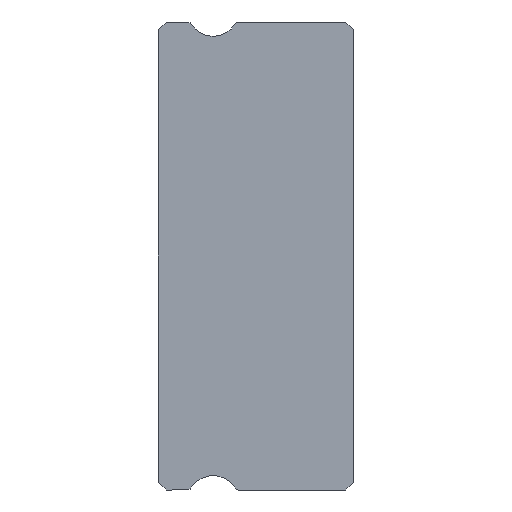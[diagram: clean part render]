
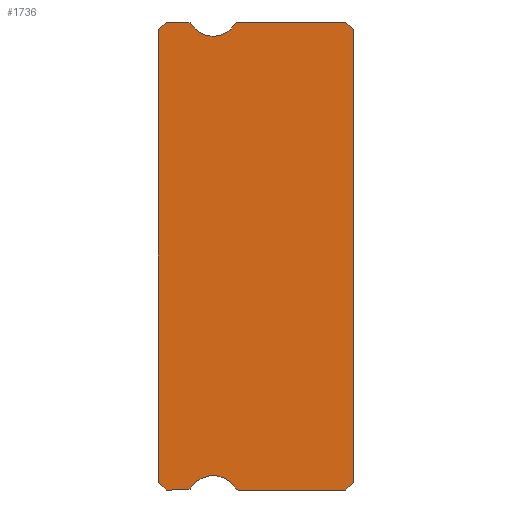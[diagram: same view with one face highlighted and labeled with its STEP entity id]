
A CAD part, left-side view. The second image highlights one B-rep face of the part: STEP entity #1736.
In plain terms, the highlighted planar face has unit normal (-1, 0, 0).
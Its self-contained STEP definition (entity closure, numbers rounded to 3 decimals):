
#9 = CARTESIAN_POINT ( 'NONE',  ( -15., 5.4, 9.45 ) ) ;
#38 = VECTOR ( 'NONE', #92, 1000. ) ;
#39 = EDGE_CURVE ( 'NONE', #1538, #1507, #4117, .T. ) ;
#67 = LINE ( 'NONE', #1925, #38 ) ;
#69 = CIRCLE ( 'NONE', #4164, 0.15 ) ;
#80 = DIRECTION ( 'NONE',  ( 1., 0., 0. ) ) ;
#92 = DIRECTION ( 'NONE',  ( 0., -0.707, -0.707 ) ) ;
#101 = CARTESIAN_POINT ( 'NONE',  ( -15., 6.381, -8.85 ) ) ;
#137 = DIRECTION ( 'NONE',  ( 1., 0., 0. ) ) ;
#149 = CARTESIAN_POINT ( 'NONE',  ( -15., 0.3, 9. ) ) ;
#210 = CARTESIAN_POINT ( 'NONE',  ( -15., 5.4, 9.45 ) ) ;
#237 = VERTEX_POINT ( 'NONE', #2252 ) ;
#304 = ORIENTED_EDGE ( 'NONE', *, *, #785, .F. ) ;
#306 = CARTESIAN_POINT ( 'NONE',  ( -15., 6.381, 9. ) ) ;
#310 = EDGE_CURVE ( 'NONE', #1474, #237, #406, .T. ) ;
#331 = VERTEX_POINT ( 'NONE', #2182 ) ;
#360 = CARTESIAN_POINT ( 'NONE',  ( -15., 0.3, -9. ) ) ;
#406 = CIRCLE ( 'NONE', #2687, 1. ) ;
#422 = DIRECTION ( 'NONE',  ( 0., 0., 1. ) ) ;
#424 = LINE ( 'NONE', #1169, #3782 ) ;
#439 = CIRCLE ( 'NONE', #1053, 0.15 ) ;
#460 = VERTEX_POINT ( 'NONE', #4449 ) ;
#461 = DIRECTION ( 'NONE',  ( 0., -0.707, -0.707 ) ) ;
#466 = ORIENTED_EDGE ( 'NONE', *, *, #3071, .F. ) ;
#488 = CARTESIAN_POINT ( 'NONE',  ( -15., 4.419, -8.85 ) ) ;
#489 = LINE ( 'NONE', #4098, #979 ) ;
#497 = DIRECTION ( 'NONE',  ( 0., 0., -1. ) ) ;
#521 = VECTOR ( 'NONE', #4156, 1000. ) ;
#556 = DIRECTION ( 'NONE',  ( 0., 0., -1. ) ) ;
#681 = CARTESIAN_POINT ( 'NONE',  ( -15., 7.5, -8.7 ) ) ;
#699 = LINE ( 'NONE', #306, #3381 ) ;
#748 = VECTOR ( 'NONE', #3184, 1000. ) ;
#785 = EDGE_CURVE ( 'NONE', #2061, #3852, #424, .T. ) ;
#787 = CARTESIAN_POINT ( 'NONE',  ( -15., 6.381, 8.85 ) ) ;
#806 = DIRECTION ( 'NONE',  ( 0., 1., 0. ) ) ;
#821 = CARTESIAN_POINT ( 'NONE',  ( -15., 0.3, 9. ) ) ;
#939 = DIRECTION ( 'NONE',  ( 0., 1., 0. ) ) ;
#968 = CARTESIAN_POINT ( 'NONE',  ( -15., 6.381, 9. ) ) ;
#979 = VECTOR ( 'NONE', #422, 1000. ) ;
#983 = CARTESIAN_POINT ( 'NONE',  ( -15., 7.2, 9. ) ) ;
#998 = DIRECTION ( 'NONE',  ( 0., 0., -1. ) ) ;
#1001 = EDGE_CURVE ( 'NONE', #3438, #4422, #4068, .T. ) ;
#1019 = DIRECTION ( 'NONE',  ( 0., 0.707, -0.707 ) ) ;
#1037 = EDGE_CURVE ( 'NONE', #1507, #1474, #3629, .T. ) ;
#1052 = VERTEX_POINT ( 'NONE', #3068 ) ;
#1053 = AXIS2_PLACEMENT_3D ( 'NONE', #488, #137, #3047 ) ;
#1067 = AXIS2_PLACEMENT_3D ( 'NONE', #787, #80, #4429 ) ;
#1115 = ORIENTED_EDGE ( 'NONE', *, *, #310, .F. ) ;
#1169 = CARTESIAN_POINT ( 'NONE',  ( -15., 6.381, -9. ) ) ;
#1195 = CARTESIAN_POINT ( 'NONE',  ( -15., 7.5, 8.7 ) ) ;
#1231 = DIRECTION ( 'NONE',  ( 1., 0., 0. ) ) ;
#1253 = VERTEX_POINT ( 'NONE', #681 ) ;
#1302 = DIRECTION ( 'NONE',  ( 0., 0., -1. ) ) ;
#1322 = DIRECTION ( 'NONE',  ( 1., 0., 0. ) ) ;
#1344 = ORIENTED_EDGE ( 'NONE', *, *, #1884, .T. ) ;
#1345 = CARTESIAN_POINT ( 'NONE',  ( -15., 4.419, -9. ) ) ;
#1456 = DIRECTION ( 'NONE',  ( -1., 0., 0. ) ) ;
#1474 = VERTEX_POINT ( 'NONE', #3024 ) ;
#1502 = ORIENTED_EDGE ( 'NONE', *, *, #4611, .F. ) ;
#1504 = CARTESIAN_POINT ( 'NONE',  ( -15., 6.381, -9. ) ) ;
#1507 = VERTEX_POINT ( 'NONE', #3866 ) ;
#1528 = DIRECTION ( 'NONE',  ( 0., 0., -1. ) ) ;
#1538 = VERTEX_POINT ( 'NONE', #968 ) ;
#1584 = CARTESIAN_POINT ( 'NONE',  ( -15., 7.2, 9. ) ) ;
#1591 = AXIS2_PLACEMENT_3D ( 'NONE', #210, #1617, #556 ) ;
#1608 = PLANE ( 'NONE',  #1067 ) ;
#1617 = DIRECTION ( 'NONE',  ( -1., 0., 0. ) ) ;
#1687 = ORIENTED_EDGE ( 'NONE', *, *, #1710, .F. ) ;
#1710 = EDGE_CURVE ( 'NONE', #3699, #2061, #4260, .T. ) ;
#1736 = ADVANCED_FACE ( 'NONE', ( #3333 ), #1608, .F. ) ;
#1758 = VECTOR ( 'NONE', #1019, 1000. ) ;
#1807 = ORIENTED_EDGE ( 'NONE', *, *, #4108, .T. ) ;
#1814 = EDGE_CURVE ( 'NONE', #331, #460, #69, .T. ) ;
#1884 = EDGE_CURVE ( 'NONE', #1538, #2484, #3845, .T. ) ;
#1925 = CARTESIAN_POINT ( 'NONE',  ( -15., 7.2, -9. ) ) ;
#1947 = AXIS2_PLACEMENT_3D ( 'NONE', #2298, #3056, #497 ) ;
#1987 = EDGE_CURVE ( 'NONE', #3699, #4422, #3197, .T. ) ;
#1993 = ORIENTED_EDGE ( 'NONE', *, *, #2385, .F. ) ;
#2005 = ORIENTED_EDGE ( 'NONE', *, *, #1814, .F. ) ;
#2061 = VERTEX_POINT ( 'NONE', #360 ) ;
#2113 = AXIS2_PLACEMENT_3D ( 'NONE', #3445, #2706, #998 ) ;
#2182 = CARTESIAN_POINT ( 'NONE',  ( -15., 6.253, -8.928 ) ) ;
#2238 = ORIENTED_EDGE ( 'NONE', *, *, #1987, .T. ) ;
#2252 = CARTESIAN_POINT ( 'NONE',  ( -15., 4.547, 8.928 ) ) ;
#2266 = ORIENTED_EDGE ( 'NONE', *, *, #1037, .F. ) ;
#2298 = CARTESIAN_POINT ( 'NONE',  ( -15., 4.419, 8.85 ) ) ;
#2385 = EDGE_CURVE ( 'NONE', #3852, #1052, #439, .T. ) ;
#2484 = VERTEX_POINT ( 'NONE', #1584 ) ;
#2641 = ORIENTED_EDGE ( 'NONE', *, *, #4181, .T. ) ;
#2687 = AXIS2_PLACEMENT_3D ( 'NONE', #9, #1456, #1528 ) ;
#2706 = DIRECTION ( 'NONE',  ( -1., 0., 0. ) ) ;
#2717 = CARTESIAN_POINT ( 'NONE',  ( -15., 0., 8.7 ) ) ;
#2768 = ORIENTED_EDGE ( 'NONE', *, *, #3212, .F. ) ;
#2852 = VECTOR ( 'NONE', #4396, 1000. ) ;
#2870 = CARTESIAN_POINT ( 'NONE',  ( -15., 4.419, 9. ) ) ;
#2872 = ORIENTED_EDGE ( 'NONE', *, *, #39, .F. ) ;
#2883 = CARTESIAN_POINT ( 'NONE',  ( -15., 7.5, 8.7 ) ) ;
#3024 = CARTESIAN_POINT ( 'NONE',  ( -15., 5.4, 8.45 ) ) ;
#3047 = DIRECTION ( 'NONE',  ( 0., 0., -1. ) ) ;
#3056 = DIRECTION ( 'NONE',  ( 1., 0., 0. ) ) ;
#3068 = CARTESIAN_POINT ( 'NONE',  ( -15., 4.547, -8.928 ) ) ;
#3071 = EDGE_CURVE ( 'NONE', #1253, #3873, #489, .T. ) ;
#3085 = VERTEX_POINT ( 'NONE', #4370 ) ;
#3090 = CARTESIAN_POINT ( 'NONE',  ( -15., 0., 8.7 ) ) ;
#3159 = CARTESIAN_POINT ( 'NONE',  ( -15., 0., -8.7 ) ) ;
#3184 = DIRECTION ( 'NONE',  ( 0., -1., 0. ) ) ;
#3197 = LINE ( 'NONE', #2717, #521 ) ;
#3212 = EDGE_CURVE ( 'NONE', #1052, #331, #4368, .T. ) ;
#3271 = LINE ( 'NONE', #1504, #748 ) ;
#3333 = FACE_OUTER_BOUND ( 'NONE', #3514, .T. ) ;
#3381 = VECTOR ( 'NONE', #4296, 1000. ) ;
#3438 = VERTEX_POINT ( 'NONE', #149 ) ;
#3445 = CARTESIAN_POINT ( 'NONE',  ( -15., 5.4, -9.45 ) ) ;
#3514 = EDGE_LOOP ( 'NONE', ( #466, #1807, #3960, #2005, #2768, #1993, #304, #1687, #2238, #4089, #1502, #4403, #1115, #2266, #2872, #1344, #2641 ) ) ;
#3629 = CIRCLE ( 'NONE', #1591, 1. ) ;
#3688 = EDGE_CURVE ( 'NONE', #3085, #460, #3271, .T. ) ;
#3699 = VERTEX_POINT ( 'NONE', #3967 ) ;
#3758 = CIRCLE ( 'NONE', #1947, 0.15 ) ;
#3782 = VECTOR ( 'NONE', #806, 1000. ) ;
#3845 = LINE ( 'NONE', #983, #4375 ) ;
#3852 = VERTEX_POINT ( 'NONE', #1345 ) ;
#3866 = CARTESIAN_POINT ( 'NONE',  ( -15., 6.253, 8.928 ) ) ;
#3873 = VERTEX_POINT ( 'NONE', #2883 ) ;
#3960 = ORIENTED_EDGE ( 'NONE', *, *, #3688, .T. ) ;
#3967 = CARTESIAN_POINT ( 'NONE',  ( -15., 0., -8.7 ) ) ;
#4025 = LINE ( 'NONE', #1195, #2852 ) ;
#4035 = EDGE_CURVE ( 'NONE', #237, #4577, #3758, .T. ) ;
#4041 = AXIS2_PLACEMENT_3D ( 'NONE', #4161, #1322, #1302 ) ;
#4068 = LINE ( 'NONE', #821, #4684 ) ;
#4089 = ORIENTED_EDGE ( 'NONE', *, *, #1001, .F. ) ;
#4098 = CARTESIAN_POINT ( 'NONE',  ( -15., 7.5, 8.85 ) ) ;
#4108 = EDGE_CURVE ( 'NONE', #1253, #3085, #67, .T. ) ;
#4117 = CIRCLE ( 'NONE', #4041, 0.15 ) ;
#4134 = DIRECTION ( 'NONE',  ( 0., 0., -1. ) ) ;
#4156 = DIRECTION ( 'NONE',  ( 0., 0., 1. ) ) ;
#4161 = CARTESIAN_POINT ( 'NONE',  ( -15., 6.381, 8.85 ) ) ;
#4164 = AXIS2_PLACEMENT_3D ( 'NONE', #101, #1231, #4134 ) ;
#4181 = EDGE_CURVE ( 'NONE', #2484, #3873, #4025, .T. ) ;
#4260 = LINE ( 'NONE', #3159, #1758 ) ;
#4296 = DIRECTION ( 'NONE',  ( 0., -1., 0. ) ) ;
#4368 = CIRCLE ( 'NONE', #2113, 1. ) ;
#4370 = CARTESIAN_POINT ( 'NONE',  ( -15., 7.2, -9. ) ) ;
#4375 = VECTOR ( 'NONE', #939, 1000. ) ;
#4396 = DIRECTION ( 'NONE',  ( 0., 0.707, -0.707 ) ) ;
#4403 = ORIENTED_EDGE ( 'NONE', *, *, #4035, .F. ) ;
#4422 = VERTEX_POINT ( 'NONE', #3090 ) ;
#4429 = DIRECTION ( 'NONE',  ( 0., 0., -1. ) ) ;
#4449 = CARTESIAN_POINT ( 'NONE',  ( -15., 6.381, -9. ) ) ;
#4577 = VERTEX_POINT ( 'NONE', #2870 ) ;
#4611 = EDGE_CURVE ( 'NONE', #4577, #3438, #699, .T. ) ;
#4684 = VECTOR ( 'NONE', #461, 1000. ) ;
